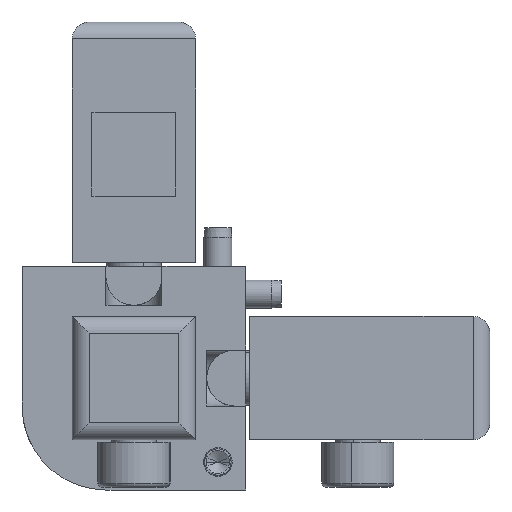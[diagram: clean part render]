
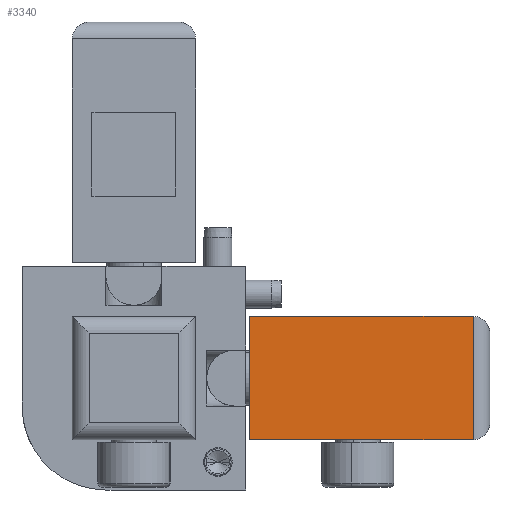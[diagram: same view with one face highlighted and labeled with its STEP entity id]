
A CAD part, left-side view. The second image highlights one B-rep face of the part: STEP entity #3340.
In plain terms, the highlighted face is planar.
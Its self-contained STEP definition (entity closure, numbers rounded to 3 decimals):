
#2950=CARTESIAN_POINT('',(38.318,11.,-10.2));
#2960=DIRECTION('',(-0.,1.,0.));
#2970=DIRECTION('',(1.,0.,0.));
#2980=AXIS2_PLACEMENT_3D('',#2950,#2960,#2970);
#2990=PLANE('',#2980);
#3000=CARTESIAN_POINT('',(0.,11.,11.));
#3010=DIRECTION('',(-1.,0.,0.));
#3020=VECTOR('',#3010,1.);
#3030=LINE('',#3000,#3020);
#3040=CARTESIAN_POINT('',(40.6,11.,11.));
#3050=VERTEX_POINT('',#3040);
#3060=CARTESIAN_POINT('',(0.6,11.,11.));
#3070=VERTEX_POINT('',#3060);
#3080=EDGE_CURVE('',#3050,#3070,#3030,.T.);
#3090=ORIENTED_EDGE('',*,*,#3080,.F.);
#3100=CARTESIAN_POINT('',(0.6,11.,0.));
#3110=DIRECTION('',(0.,0.,-1.));
#3120=VECTOR('',#3110,1.);
#3130=LINE('',#3100,#3120);
#3140=CARTESIAN_POINT('',(0.6,11.,-11.));
#3150=VERTEX_POINT('',#3140);
#3160=EDGE_CURVE('',#3070,#3150,#3130,.T.);
#3170=ORIENTED_EDGE('',*,*,#3160,.F.);
#3180=CARTESIAN_POINT('',(0.,11.,-11.));
#3190=DIRECTION('',(1.,0.,0.));
#3200=VECTOR('',#3190,1.);
#3210=LINE('',#3180,#3200);
#3220=CARTESIAN_POINT('',(40.6,11.,-11.));
#3230=VERTEX_POINT('',#3220);
#3240=EDGE_CURVE('',#3150,#3230,#3210,.T.);
#3250=ORIENTED_EDGE('',*,*,#3240,.F.);
#3260=CARTESIAN_POINT('',(40.6,11.,0.));
#3270=DIRECTION('',(0.,0.,-1.));
#3280=VECTOR('',#3270,1.);
#3290=LINE('',#3260,#3280);
#3300=EDGE_CURVE('',#3050,#3230,#3290,.T.);
#3310=ORIENTED_EDGE('',*,*,#3300,.T.);
#3320=EDGE_LOOP('',(#3310,#3250,#3170,#3090));
#3330=FACE_OUTER_BOUND('',#3320,.T.);
#3340=ADVANCED_FACE('',(#3330),#2990,.T.);
